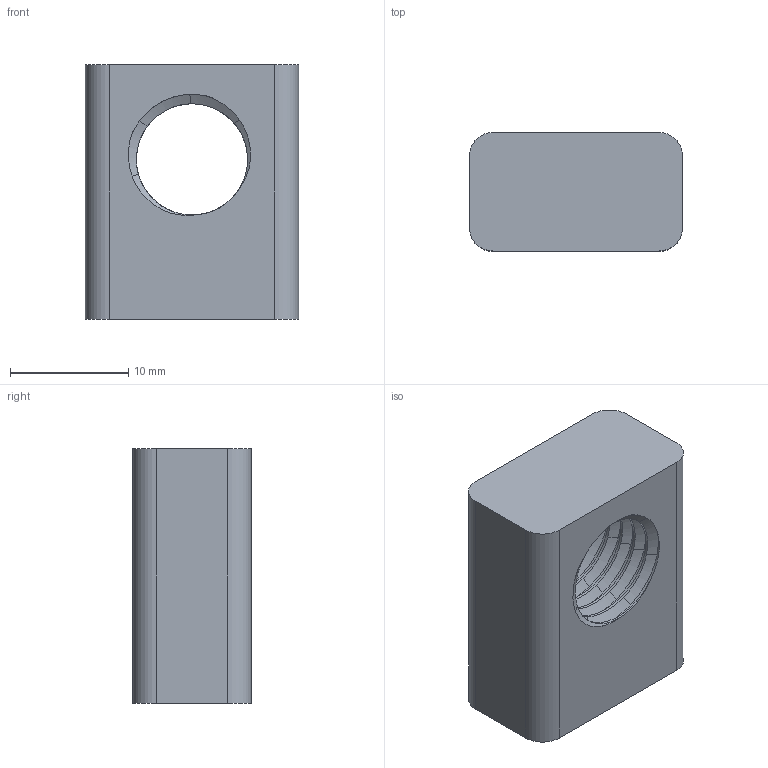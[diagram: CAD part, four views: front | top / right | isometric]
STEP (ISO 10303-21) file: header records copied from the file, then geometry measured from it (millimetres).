
FILE_DESCRIPTION(/* description */ (''),/* implementation_level */ '2;1');
FILE_NAME(/* name */ 'Nut.step',/* time_stamp */ '2022-02-16T20:14:57-05:00',/* author */ (''),/* organization */ (''),/* preprocessor_version */ 'ST-DEVELOPER v18.1',/* originating_system */ 'Autodesk Translation Framework v10.13.0.1454',/* authorisation */ '');
FILE_SCHEMA (('AUTOMOTIVE_DESIGN { 1 0 10303 214 3 1 1 }'));
Length unit declared in the file: millimetre
Products named in the file (1): Nut
Bounding box: 18 x 10 x 21.5 mm (x, y, z)
Volume: 2966.7 mm3; surface area: 1837.8 mm2
Topology: 1 solids, 1 shells, 165 faces, 396 edges, 233 vertices
Faces by surface type: bspline 148, cylinder 11, plane 6
Full cylindrical faces by diameter (mm): 11 x5
Entity records: 8135 total; most frequent: CARTESIAN_POINT 5489, ORIENTED_EDGE 792, EDGE_CURVE 396, B_SPLINE_CURVE_WITH_KNOTS 364, VERTEX_POINT 233, EDGE_LOOP 167, FACE_OUTER_BOUND 165, ADVANCED_FACE 165
